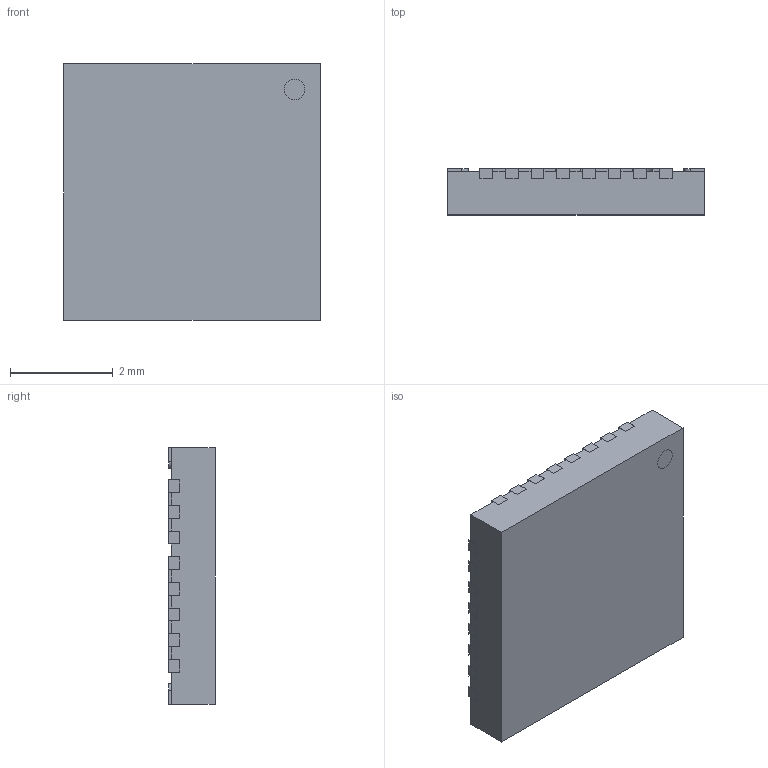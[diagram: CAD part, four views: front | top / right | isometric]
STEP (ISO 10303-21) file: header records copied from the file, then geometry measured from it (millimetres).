
FILE_DESCRIPTION (( 'STEP AP214' ), '1' );
FILE_NAME ('SiC402.STEP', '2019-01-10T12:55:31', ( '' ), ( '' ), 'SwSTEP 2.0', 'SolidWorks 2018', '' );
FILE_SCHEMA (( 'AUTOMOTIVE_DESIGN' ));
Length unit declared in the file: millimetre
Products named in the file (7): SiC402; SiC402_body; SiC402_pin; SiC402_pinMark; SiC402_pinGND; SiC402_pinLX; SiC402_pinVIN
Assembly tree (37 placements, depth 2):
  SiC402
    SiC402_body
    SiC402_pinGND
    SiC402_pinLX
    SiC402_pinVIN
    SiC402_pin  x32
    SiC402_pinMark
Bounding box: 5 x 0.9 x 5 mm (x, y, z)
Volume: 21.9 mm3; surface area: 112.4 mm2
Topology: 37 solids, 37 shells, 410 faces, 996 edges, 664 vertices
Faces by surface type: plane 300, cylinder 110
Entity records: 6635 total; most frequent: CARTESIAN_POINT 1118, DIRECTION 1093, ORIENTED_EDGE 1062, EDGE_CURVE 531, LINE 435, VECTOR 435, VERTEX_POINT 354, AXIS2_PLACEMENT_3D 329
